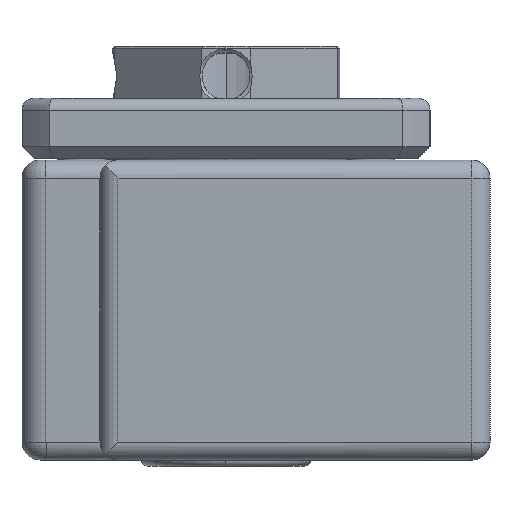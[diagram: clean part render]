
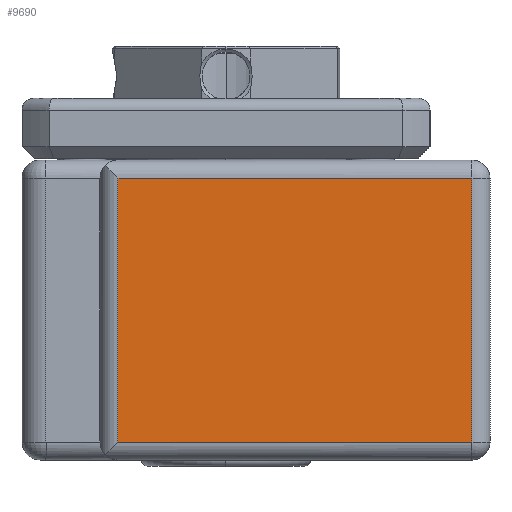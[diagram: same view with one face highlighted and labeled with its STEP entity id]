
A CAD part, left-side view. The second image highlights one B-rep face of the part: STEP entity #9690.
In plain terms, the highlighted planar face has unit normal (-1, 0, 0).
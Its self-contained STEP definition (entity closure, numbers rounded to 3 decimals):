
#32 = DIRECTION ( 'NONE',  ( 0., -1., 0. ) ) ;
#843 = PLANE ( 'NONE',  #14892 ) ;
#984 = LINE ( 'NONE', #10250, #8731 ) ;
#1246 = CARTESIAN_POINT ( 'NONE',  ( -30., -18., 11. ) ) ;
#1981 = EDGE_CURVE ( 'NONE', #6367, #18493, #14928, .T. ) ;
#2291 = EDGE_CURVE ( 'NONE', #13512, #13554, #984, .T. ) ;
#3558 = ORIENTED_EDGE ( 'NONE', *, *, #4040, .T. ) ;
#3764 = VECTOR ( 'NONE', #32, 1000. ) ;
#4040 = EDGE_CURVE ( 'NONE', #13554, #6367, #6045, .T. ) ;
#4447 = DIRECTION ( 'NONE',  ( 0., 1., 0. ) ) ;
#5408 = ORIENTED_EDGE ( 'NONE', *, *, #1981, .T. ) ;
#6045 = LINE ( 'NONE', #12061, #8981 ) ;
#6261 = DIRECTION ( 'NONE',  ( 0., 0., -1. ) ) ;
#6367 = VERTEX_POINT ( 'NONE', #12540 ) ;
#7001 = ORIENTED_EDGE ( 'NONE', *, *, #2291, .T. ) ;
#7166 = CARTESIAN_POINT ( 'NONE',  ( -30., -18., 12.5 ) ) ;
#7457 = ORIENTED_EDGE ( 'NONE', *, *, #15899, .T. ) ;
#8187 = DIRECTION ( 'NONE',  ( 0., 1., 0. ) ) ;
#8447 = CARTESIAN_POINT ( 'NONE',  ( -30., 11.5, 11. ) ) ;
#8731 = VECTOR ( 'NONE', #4447, 1000. ) ;
#8981 = VECTOR ( 'NONE', #6261, 1000. ) ;
#9690 = ADVANCED_FACE ( 'NONE', ( #14726 ), #843, .F. ) ;
#10250 = CARTESIAN_POINT ( 'NONE',  ( -30., 13., 11. ) ) ;
#11529 = DIRECTION ( 'NONE',  ( 0., 0., 1. ) ) ;
#12061 = CARTESIAN_POINT ( 'NONE',  ( -30., 11.5, 12.5 ) ) ;
#12540 = CARTESIAN_POINT ( 'NONE',  ( -30., 11.5, -11. ) ) ;
#12937 = EDGE_LOOP ( 'NONE', ( #3558, #5408, #7457, #7001 ) ) ;
#13197 = CARTESIAN_POINT ( 'NONE',  ( -30., -19.5, -11. ) ) ;
#13512 = VERTEX_POINT ( 'NONE', #1246 ) ;
#13554 = VERTEX_POINT ( 'NONE', #8447 ) ;
#14010 = CARTESIAN_POINT ( 'NONE',  ( -30., 13., 12.5 ) ) ;
#14726 = FACE_OUTER_BOUND ( 'NONE', #12937, .T. ) ;
#14892 = AXIS2_PLACEMENT_3D ( 'NONE', #14010, #16893, #8187 ) ;
#14928 = LINE ( 'NONE', #13197, #3764 ) ;
#15899 = EDGE_CURVE ( 'NONE', #18493, #13512, #16438, .T. ) ;
#16438 = LINE ( 'NONE', #7166, #16895 ) ;
#16568 = CARTESIAN_POINT ( 'NONE',  ( -30., -18., -11. ) ) ;
#16893 = DIRECTION ( 'NONE',  ( 1., 0., 0. ) ) ;
#16895 = VECTOR ( 'NONE', #11529, 1000. ) ;
#18493 = VERTEX_POINT ( 'NONE', #16568 ) ;
